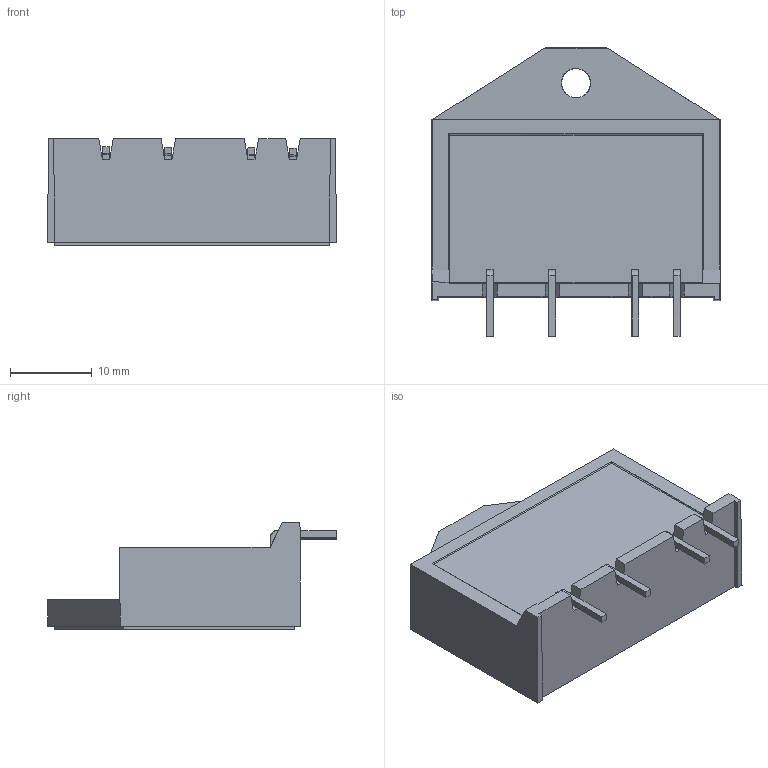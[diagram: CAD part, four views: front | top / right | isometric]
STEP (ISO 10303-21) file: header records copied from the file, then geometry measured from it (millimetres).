
FILE_DESCRIPTION (( 'STEP AP214' ), '1' );
FILE_NAME ('100901.STEP', '2011-07-02T16:31:10', ( 'LALo' ), ( 'Edi Foundation' ), 'SwSTEP 2.0', 'SolidWorks 2011', '' );
FILE_SCHEMA (( 'AUTOMOTIVE_DESIGN' ));
Length unit declared in the file: millimetre
Products named in the file (1): 100901
Bounding box: 35.32 x 35.28 x 13.08 mm (x, y, z)
Surface area: 4117.1 mm2 (no closed solid volume)
Topology: 0 solids, 107 shells, 108 faces, 557 edges, 556 vertices
Faces by surface type: plane 93, cylinder 15
Entity records: 6540 total; most frequent: CARTESIAN_POINT 1955, DIRECTION 658, ORIENTED_EDGE 558, EDGE_CURVE 557, VERTEX_POINT 556, VECTOR 392, LINE 392, B_SPLINE_CURVE_WITH_KNOTS 141
